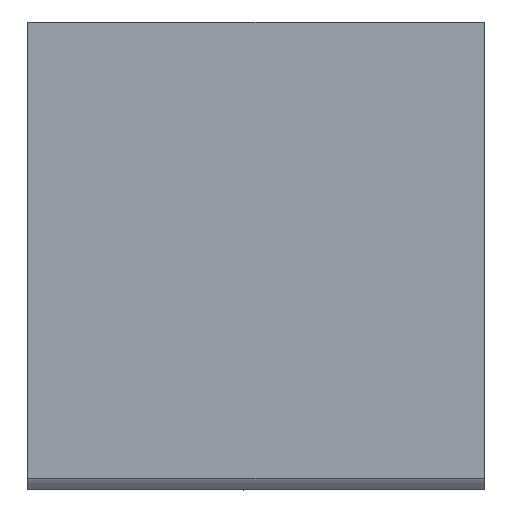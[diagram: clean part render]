
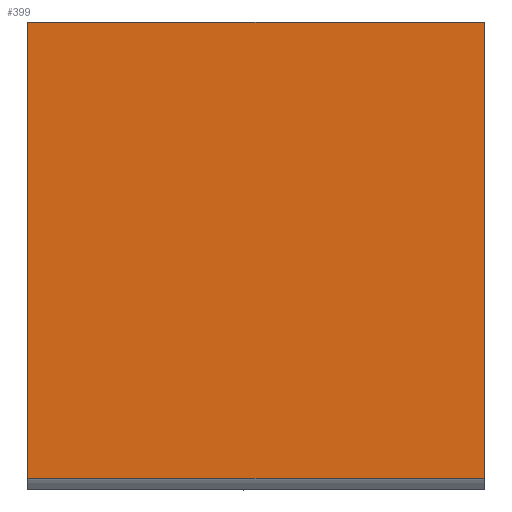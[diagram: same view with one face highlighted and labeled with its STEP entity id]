
A CAD part, left-side view. The second image highlights one B-rep face of the part: STEP entity #399.
In plain terms, the highlighted planar face has unit normal (-1, 0, 0).
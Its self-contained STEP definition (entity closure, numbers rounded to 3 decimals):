
#14 = VERTEX_POINT ( 'NONE', #1114 ) ;
#41 = VECTOR ( 'NONE', #1134, 1000. ) ;
#102 = ORIENTED_EDGE ( 'NONE', *, *, #638, .F. ) ;
#164 = CARTESIAN_POINT ( 'NONE',  ( 0., 12.7, 12.7 ) ) ;
#196 = ORIENTED_EDGE ( 'NONE', *, *, #1213, .T. ) ;
#236 = AXIS2_PLACEMENT_3D ( 'NONE', #1101, #810, #1008 ) ;
#274 = EDGE_LOOP ( 'NONE', ( #102, #504, #774, #196 ) ) ;
#282 = VERTEX_POINT ( 'NONE', #1167 ) ;
#288 = CARTESIAN_POINT ( 'NONE',  ( 0., 156.133, 0. ) ) ;
#294 = LINE ( 'NONE', #288, #518 ) ;
#399 = ADVANCED_FACE ( 'NONE', ( #1035 ), #545, .F. ) ;
#456 = EDGE_CURVE ( 'NONE', #1183, #282, #916, .T. ) ;
#466 = CARTESIAN_POINT ( 'NONE',  ( 0., 0., 12.7 ) ) ;
#499 = CARTESIAN_POINT ( 'NONE',  ( 0., 12.7, 12.7 ) ) ;
#504 = ORIENTED_EDGE ( 'NONE', *, *, #456, .F. ) ;
#518 = VECTOR ( 'NONE', #690, 1000. ) ;
#545 = PLANE ( 'NONE',  #236 ) ;
#586 = EDGE_CURVE ( 'NONE', #1183, #14, #679, .T. ) ;
#638 = EDGE_CURVE ( 'NONE', #282, #1168, #757, .T. ) ;
#665 = VECTOR ( 'NONE', #769, 1000. ) ;
#679 = LINE ( 'NONE', #164, #786 ) ;
#690 = DIRECTION ( 'NONE',  ( 0., -1., 0. ) ) ;
#757 = LINE ( 'NONE', #466, #665 ) ;
#769 = DIRECTION ( 'NONE',  ( 0., 0., -1. ) ) ;
#774 = ORIENTED_EDGE ( 'NONE', *, *, #586, .T. ) ;
#786 = VECTOR ( 'NONE', #1154, 1000. ) ;
#810 = DIRECTION ( 'NONE',  ( 1., 0., 0. ) ) ;
#916 = LINE ( 'NONE', #499, #41 ) ;
#988 = CARTESIAN_POINT ( 'NONE',  ( 0., 12.7, 12.7 ) ) ;
#1008 = DIRECTION ( 'NONE',  ( 0., 0., 1. ) ) ;
#1035 = FACE_OUTER_BOUND ( 'NONE', #274, .T. ) ;
#1101 = CARTESIAN_POINT ( 'NONE',  ( 0., 12.7, 12.7 ) ) ;
#1114 = CARTESIAN_POINT ( 'NONE',  ( 0., 12.7, 0. ) ) ;
#1134 = DIRECTION ( 'NONE',  ( 0., -1., 0. ) ) ;
#1154 = DIRECTION ( 'NONE',  ( 0., 0., -1. ) ) ;
#1167 = CARTESIAN_POINT ( 'NONE',  ( 0., 0., 12.7 ) ) ;
#1168 = VERTEX_POINT ( 'NONE', #1176 ) ;
#1176 = CARTESIAN_POINT ( 'NONE',  ( 0., 0., 0. ) ) ;
#1183 = VERTEX_POINT ( 'NONE', #988 ) ;
#1213 = EDGE_CURVE ( 'NONE', #14, #1168, #294, .T. ) ;
